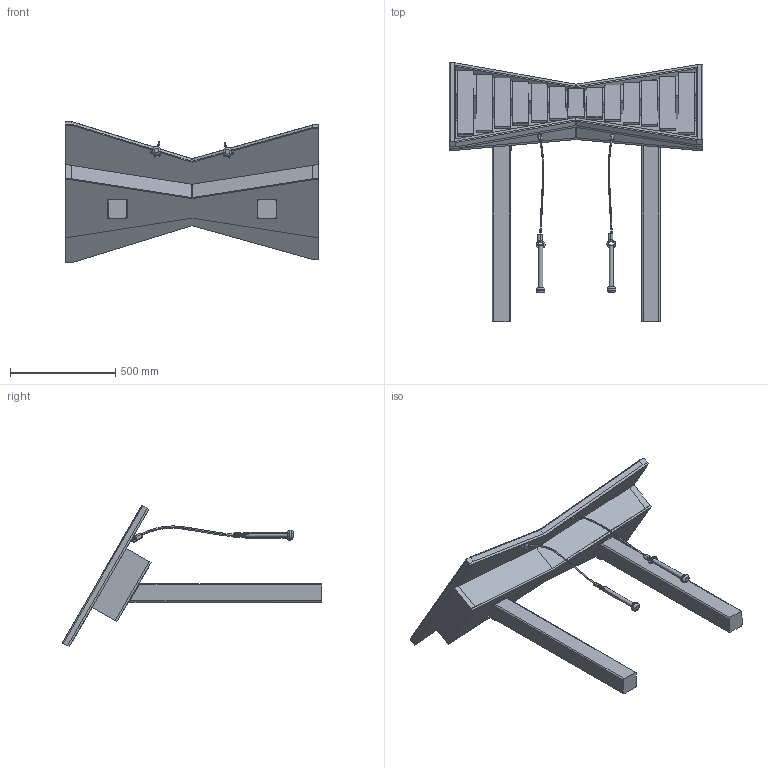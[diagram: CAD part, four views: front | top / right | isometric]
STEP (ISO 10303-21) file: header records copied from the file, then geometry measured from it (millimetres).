
FILE_DESCRIPTION (( 'STEP AP214' ), '1' );
FILE_NAME ('CADE-3D-STEP.STEP', '2020-01-16T20:48:20', ( '' ), ( '' ), 'SwSTEP 2.0', 'SolidWorks 2019', '' );
FILE_SCHEMA (( 'AUTOMOTIVE_DESIGN' ));
Length unit declared in the file: inch
Products named in the file (39): MalletAssembly_MA-80BLK-30; POST-REC-SIGN_POST-REC-72-DEG30-SIGN; CADE-FRAME-1_CADE-FRAME-1; CADE-BAR_CADE-BAR-5; HLSTR-SM-SS_HLSTR-SM-SS; MoldedMallet-Standard_Mallet; CADE-BAR_CADE-BAR-1; POST-REC_POST-REC-72-DEG30; CADE-BAR_CADE-BAR-8; FHP-RG-SS_FHP-RG-SS; CADE-BACK-L_CADE-BACK-L; CADE-BAR_CADE-BAR-6; MoldedMallet-Standard_80BLK; 03-01-86-3014; CADE-FRAME-3_CADE-FRAME-3; CADE-FRAME-7_CADE-FRAME-7; CADE-BAR_CADE-BAR-13; CADE-FRAME-2_CADE-FRAME-2; CADE-BAR_CADE-BAR-4; CADE-BACK-T_CADE-BACK-T; 7132K573_2in; CADE-BAR_CADE-BAR-3; CADE-BAR_CADE-BAR-7; CADE-FRAME-8_CADE-FRAME-8; CADE-FRAME-6_CADE-FRAME-6; CADE-BAR_CADE-BAR-10; CADE-BOM_CADE-BOM; CADE-BAR_CADE-BAR-9; MoldedMallet-Standard_NylonRod; CADE-FRAME-4_CADE-FRAME-4; CADE-FRAME-5_CADE-FRAME-5; CADE-BAR_CADE-BAR-11; CADE-BAR_CADE-BAR-2; .25Cable_30in; CADE-3D-STEP; CADE-BAR_CADE-BAR-12
Assembly tree (53 placements, depth 5):
  CADE-3D-STEP
    CADE-BOM_CADE-BOM
      CADE-BACK-T_CADE-BACK-T
      CADE-BACK-L_CADE-BACK-L
      CADE-FRAME-1_CADE-FRAME-1  x2
      CADE-FRAME-2_CADE-FRAME-2  x4
      CADE-FRAME-3_CADE-FRAME-3
      CADE-FRAME-4_CADE-FRAME-4
      CADE-FRAME-5_CADE-FRAME-5
      CADE-FRAME-6_CADE-FRAME-6
      CADE-FRAME-7_CADE-FRAME-7
      CADE-FRAME-8_CADE-FRAME-8
      CADE-BAR_CADE-BAR-1
      CADE-BAR_CADE-BAR-2
      CADE-BAR_CADE-BAR-3
      CADE-BAR_CADE-BAR-4
      CADE-BAR_CADE-BAR-5
      CADE-BAR_CADE-BAR-6
      CADE-BAR_CADE-BAR-7
      CADE-BAR_CADE-BAR-8
      CADE-BAR_CADE-BAR-9
      CADE-BAR_CADE-BAR-10
      CADE-BAR_CADE-BAR-11
      CADE-BAR_CADE-BAR-12
      CADE-BAR_CADE-BAR-13
      MalletAssembly_MA-80BLK-30
        MoldedMallet-Standard_80BLK
          MoldedMallet-Standard_Mallet
          MoldedMallet-Standard_NylonRod
        03-01-86-3014  x2
        7132K573_2in  x2
        .25Cable_30in
      MalletAssembly_MA-80BLK-30
        MoldedMallet-Standard_80BLK
          MoldedMallet-Standard_Mallet
          MoldedMallet-Standard_NylonRod
        03-01-86-3014  x2
        7132K573_2in  x2
        .25Cable_30in
      FHP-RG-SS_FHP-RG-SS  x2
      HLSTR-SM-SS_HLSTR-SM-SS  x2
    POST-REC_POST-REC-72-DEG30
    POST-REC-SIGN_POST-REC-72-DEG30-SIGN
      POST-REC_POST-REC-72-DEG30
Bounding box: 1203.33 x 1231.18 x 673.46 mm (x, y, z)
Volume: 40113975.8 mm3; surface area: 4845907.9 mm2
Topology: 47 solids, 47 shells, 1058 faces, 2622 edges, 1634 vertices
Faces by surface type: cylinder 420, plane 366, cone 128, torus 72, bspline 56, sphere 16
Entity records: 29043 total; most frequent: CARTESIAN_POINT 8680, ORIENTED_EDGE 4032, DIRECTION 3633, EDGE_CURVE 2016, AXIS2_PLACEMENT_3D 1308, VERTEX_POINT 1275, VECTOR 1017, LINE 1017
